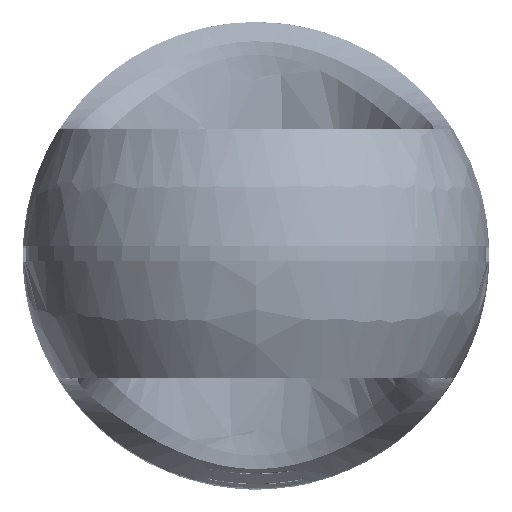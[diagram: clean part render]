
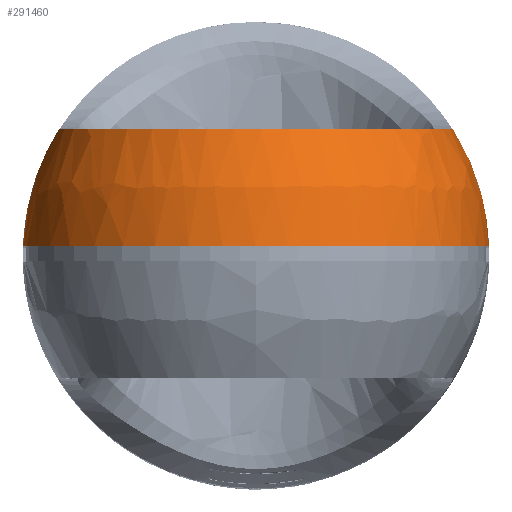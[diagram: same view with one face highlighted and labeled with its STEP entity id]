
A CAD part, top view. The second image highlights one B-rep face of the part: STEP entity #291460.
In plain terms, the highlighted free-form (B-spline) face has degree [2, 2] with [9, 5] control points.
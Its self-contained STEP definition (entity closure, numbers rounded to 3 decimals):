
#290718 = VERTEX_POINT('',#290719);
#290719 = CARTESIAN_POINT('',(142.535,89.867,
    1061.926));
#290724 = EDGE_CURVE('',#290718,#290725,#290727,.T.);
#290725 = VERTEX_POINT('',#290726);
#290726 = CARTESIAN_POINT('',(168.407,5.617,
    1061.926));
#290727 = ( BOUNDED_CURVE() B_SPLINE_CURVE(2,(#290728,#290729,#290730),
.UNSPECIFIED.,.F.,.F.) B_SPLINE_CURVE_WITH_KNOTS((3,3),(0.,
59.535),.PIECEWISE_BEZIER_KNOTS.) CURVE() 
GEOMETRIC_REPRESENTATION_ITEM() RATIONAL_B_SPLINE_CURVE((1.,
0.965,1.)) REPRESENTATION_ITEM('') );
#290728 = CARTESIAN_POINT('',(142.535,89.867,
    1061.926));
#290729 = CARTESIAN_POINT('',(166.885,51.247,
    1061.926));
#290730 = CARTESIAN_POINT('',(168.407,5.617,
    1061.926));
#290852 = VERTEX_POINT('',#290853);
#290853 = CARTESIAN_POINT('',(-168.407,5.617,
    1061.926));
#290858 = EDGE_CURVE('',#290852,#290859,#290861,.T.);
#290859 = VERTEX_POINT('',#290860);
#290860 = CARTESIAN_POINT('',(-142.535,89.867,
    1061.926));
#290861 = ( BOUNDED_CURVE() B_SPLINE_CURVE(2,(#290862,#290863,#290864),
.UNSPECIFIED.,.F.,.F.) B_SPLINE_CURVE_WITH_KNOTS((3,3),(0.,
59.535),.PIECEWISE_BEZIER_KNOTS.) CURVE() 
GEOMETRIC_REPRESENTATION_ITEM() RATIONAL_B_SPLINE_CURVE((1.,
0.965,1.)) REPRESENTATION_ITEM('') );
#290862 = CARTESIAN_POINT('',(-168.407,5.617,
    1061.926));
#290863 = CARTESIAN_POINT('',(-166.885,51.247,
    1061.926));
#290864 = CARTESIAN_POINT('',(-142.535,89.867,
    1061.926));
#291460 = ADVANCED_FACE('',(#291461),#291481,.T.);
#291461 = FACE_BOUND('',#291462,.T.);
#291462 = EDGE_LOOP('',(#291463,#291464,#291472,#291473));
#291463 = ORIENTED_EDGE('',*,*,#290858,.F.);
#291464 = ORIENTED_EDGE('',*,*,#291465,.F.);
#291465 = EDGE_CURVE('',#290725,#290852,#291466,.T.);
#291466 = ( BOUNDED_CURVE() B_SPLINE_CURVE(2,(#291467,#291468,#291469,
#291470,#291471),.UNSPECIFIED.,.F.,.F.) B_SPLINE_CURVE_WITH_KNOTS((3,2,3
),(0.,176.616,353.233),.UNSPECIFIED.) CURVE() 
GEOMETRIC_REPRESENTATION_ITEM() RATIONAL_B_SPLINE_CURVE((1.,
0.707,1.,0.707,1.)) REPRESENTATION_ITEM('') );
#291467 = CARTESIAN_POINT('',(168.407,5.617,
    1061.926));
#291468 = CARTESIAN_POINT('',(168.407,5.617,
    1230.333));
#291469 = CARTESIAN_POINT('',(0.,5.617,
    1230.333));
#291470 = CARTESIAN_POINT('',(-168.407,5.617,
    1230.333));
#291471 = CARTESIAN_POINT('',(-168.407,5.617,
    1061.926));
#291472 = ORIENTED_EDGE('',*,*,#290724,.F.);
#291473 = ORIENTED_EDGE('',*,*,#291474,.T.);
#291474 = EDGE_CURVE('',#290718,#290859,#291475,.T.);
#291475 = ( BOUNDED_CURVE() B_SPLINE_CURVE(2,(#291476,#291477,#291478,
#291479,#291480),.UNSPECIFIED.,.F.,.F.) B_SPLINE_CURVE_WITH_KNOTS((3,2,3
),(-298.968,-149.484,0.),.UNSPECIFIED.) CURVE() 
GEOMETRIC_REPRESENTATION_ITEM() RATIONAL_B_SPLINE_CURVE((1.,
0.707,1.,0.707,1.)) REPRESENTATION_ITEM('') );
#291476 = CARTESIAN_POINT('',(142.535,89.867,
    1061.926));
#291477 = CARTESIAN_POINT('',(142.535,89.867,
    1204.461));
#291478 = CARTESIAN_POINT('',(0.,89.867,
    1204.461));
#291479 = CARTESIAN_POINT('',(-142.535,89.867,
    1204.461));
#291480 = CARTESIAN_POINT('',(-142.535,89.867,
    1061.926));
#291481 = ( BOUNDED_SURFACE() B_SPLINE_SURFACE(2,2,(
    (#291482,#291483,#291484,#291485,#291486)
    ,(#291487,#291488,#291489,#291490,#291491)
    ,(#291492,#291493,#291494,#291495,#291496)
    ,(#291497,#291498,#291499,#291500,#291501)
    ,(#291502,#291503,#291504,#291505,#291506)
    ,(#291507,#291508,#291509,#291510,#291511)
    ,(#291512,#291513,#291514,#291515,#291516)
    ,(#291517,#291518,#291519,#291520,#291521)
    ,(#291522,#291523,#291524,#291525,#291526
)),.UNSPECIFIED.,.T.,.F.,.F.) B_SPLINE_SURFACE_WITH_KNOTS((1,2,2,2,2,2,1
    ),(3,2,3),(-176.715,0.,176.715,353.429,
    530.144,706.858,883.573),(0.,176.715,
353.429),.UNSPECIFIED.) GEOMETRIC_REPRESENTATION_ITEM() 
RATIONAL_B_SPLINE_SURFACE((
    (1.,0.707,1.,0.707,1.)
    ,(0.707,0.5,0.707,0.5,0.707)
    ,(1.,0.707,1.,0.707,1.)
    ,(0.707,0.5,0.707,0.5,0.707)
    ,(1.,0.707,1.,0.707,1.)
    ,(0.707,0.5,0.707,0.5,0.707)
    ,(1.,0.707,1.,0.707,1.)
    ,(0.707,0.5,0.707,0.5,0.707)
,(1.,0.707,1.,0.707,1.
))) REPRESENTATION_ITEM('') SURFACE() );
#291482 = CARTESIAN_POINT('',(-168.5,0.,
    1061.926));
#291483 = CARTESIAN_POINT('',(-168.5,-168.5,
    1061.926));
#291484 = CARTESIAN_POINT('',(0.,-168.5,
    1061.926));
#291485 = CARTESIAN_POINT('',(168.5,-168.5,
    1061.926));
#291486 = CARTESIAN_POINT('',(168.5,0.,
    1061.926));
#291487 = CARTESIAN_POINT('',(-168.5,0.,
    1061.926));
#291488 = CARTESIAN_POINT('',(-168.5,-168.5,
    893.426));
#291489 = CARTESIAN_POINT('',(0.,-168.5,
    893.426));
#291490 = CARTESIAN_POINT('',(168.5,-168.5,
    893.426));
#291491 = CARTESIAN_POINT('',(168.5,0.,
    1061.926));
#291492 = CARTESIAN_POINT('',(-168.5,0.,
    1061.926));
#291493 = CARTESIAN_POINT('',(-168.5,0.,
    893.426));
#291494 = CARTESIAN_POINT('',(0.,0.,
    893.426));
#291495 = CARTESIAN_POINT('',(168.5,0.,
    893.426));
#291496 = CARTESIAN_POINT('',(168.5,0.,
    1061.926));
#291497 = CARTESIAN_POINT('',(-168.5,0.,
    1061.926));
#291498 = CARTESIAN_POINT('',(-168.5,168.5,
    893.426));
#291499 = CARTESIAN_POINT('',(0.,168.5,
    893.426));
#291500 = CARTESIAN_POINT('',(168.5,168.5,
    893.426));
#291501 = CARTESIAN_POINT('',(168.5,0.,
    1061.926));
#291502 = CARTESIAN_POINT('',(-168.5,0.,
    1061.926));
#291503 = CARTESIAN_POINT('',(-168.5,168.5,
    1061.926));
#291504 = CARTESIAN_POINT('',(0.,168.5,
    1061.926));
#291505 = CARTESIAN_POINT('',(168.5,168.5,
    1061.926));
#291506 = CARTESIAN_POINT('',(168.5,0.,
    1061.926));
#291507 = CARTESIAN_POINT('',(-168.5,0.,
    1061.926));
#291508 = CARTESIAN_POINT('',(-168.5,168.5,
    1230.426));
#291509 = CARTESIAN_POINT('',(0.,168.5,
    1230.426));
#291510 = CARTESIAN_POINT('',(168.5,168.5,
    1230.426));
#291511 = CARTESIAN_POINT('',(168.5,0.,
    1061.926));
#291512 = CARTESIAN_POINT('',(-168.5,0.,
    1061.926));
#291513 = CARTESIAN_POINT('',(-168.5,0.,
    1230.426));
#291514 = CARTESIAN_POINT('',(0.,0.,
    1230.426));
#291515 = CARTESIAN_POINT('',(168.5,0.,
    1230.426));
#291516 = CARTESIAN_POINT('',(168.5,0.,
    1061.926));
#291517 = CARTESIAN_POINT('',(-168.5,0.,
    1061.926));
#291518 = CARTESIAN_POINT('',(-168.5,-168.5,
    1230.426));
#291519 = CARTESIAN_POINT('',(0.,-168.5,
    1230.426));
#291520 = CARTESIAN_POINT('',(168.5,-168.5,
    1230.426));
#291521 = CARTESIAN_POINT('',(168.5,0.,
    1061.926));
#291522 = CARTESIAN_POINT('',(-168.5,0.,
    1061.926));
#291523 = CARTESIAN_POINT('',(-168.5,-168.5,
    1061.926));
#291524 = CARTESIAN_POINT('',(0.,-168.5,
    1061.926));
#291525 = CARTESIAN_POINT('',(168.5,-168.5,
    1061.926));
#291526 = CARTESIAN_POINT('',(168.5,0.,
    1061.926));
